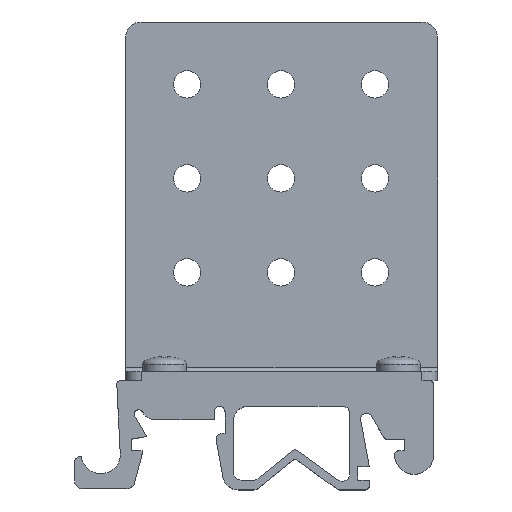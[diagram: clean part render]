
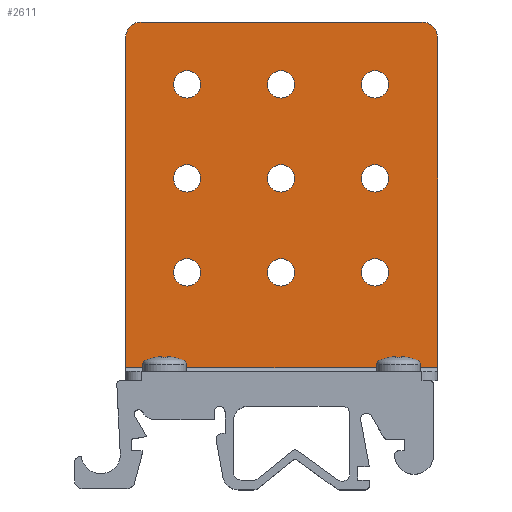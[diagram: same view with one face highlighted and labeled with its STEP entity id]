
A CAD part, top view. The second image highlights one B-rep face of the part: STEP entity #2611.
In plain terms, the highlighted planar face has unit normal (0, 0, 1).
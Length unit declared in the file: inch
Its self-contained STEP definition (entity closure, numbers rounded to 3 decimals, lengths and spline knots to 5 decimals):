
#108=CARTESIAN_POINT('',(1.49606,1.73228,0.04724));
#109=DIRECTION('',(0.,0.,1.));
#110=DIRECTION('',(1.,0.,0.));
#111=AXIS2_PLACEMENT_3D('',#108,#109,#110);
#113=DIRECTION('',(1.,0.,0.));
#114=VECTOR('',#113,1.41732);
#115=CARTESIAN_POINT('',(0.07874,1.81102,0.04724));
#116=LINE('',#115,#114);
#117=CARTESIAN_POINT('',(1.25984,1.49606,0.04724));
#118=DIRECTION('',(0.,0.,1.));
#119=DIRECTION('',(1.,0.,0.));
#120=AXIS2_PLACEMENT_3D('',#117,#118,#119);
#122=CARTESIAN_POINT('',(1.25984,1.49606,0.04724));
#123=DIRECTION('',(0.,0.,1.));
#124=DIRECTION('',(-1.,0.,0.));
#125=AXIS2_PLACEMENT_3D('',#122,#123,#124);
#127=CARTESIAN_POINT('',(1.25984,1.02165,0.04724));
#128=DIRECTION('',(0.,0.,1.));
#129=DIRECTION('',(1.,0.,0.));
#130=AXIS2_PLACEMENT_3D('',#127,#128,#129);
#132=CARTESIAN_POINT('',(1.25984,1.02165,0.04724));
#133=DIRECTION('',(0.,0.,1.));
#134=DIRECTION('',(-1.,0.,0.));
#135=AXIS2_PLACEMENT_3D('',#132,#133,#134);
#137=CARTESIAN_POINT('',(1.25984,0.54724,0.04724));
#138=DIRECTION('',(0.,0.,1.));
#139=DIRECTION('',(1.,0.,0.));
#140=AXIS2_PLACEMENT_3D('',#137,#138,#139);
#142=CARTESIAN_POINT('',(1.25984,0.54724,0.04724));
#143=DIRECTION('',(0.,0.,1.));
#144=DIRECTION('',(-1.,0.,0.));
#145=AXIS2_PLACEMENT_3D('',#142,#143,#144);
#147=CARTESIAN_POINT('',(0.78543,1.49606,0.04724));
#148=DIRECTION('',(0.,0.,1.));
#149=DIRECTION('',(1.,0.,0.));
#150=AXIS2_PLACEMENT_3D('',#147,#148,#149);
#152=CARTESIAN_POINT('',(0.78543,1.49606,0.04724));
#153=DIRECTION('',(0.,0.,1.));
#154=DIRECTION('',(-1.,0.,0.));
#155=AXIS2_PLACEMENT_3D('',#152,#153,#154);
#157=CARTESIAN_POINT('',(0.31102,1.49606,0.04724));
#158=DIRECTION('',(0.,0.,1.));
#159=DIRECTION('',(1.,0.,0.));
#160=AXIS2_PLACEMENT_3D('',#157,#158,#159);
#162=CARTESIAN_POINT('',(0.31102,1.49606,0.04724));
#163=DIRECTION('',(0.,0.,1.));
#164=DIRECTION('',(-1.,0.,0.));
#165=AXIS2_PLACEMENT_3D('',#162,#163,#164);
#167=CARTESIAN_POINT('',(0.31102,1.02165,0.04724));
#168=DIRECTION('',(0.,0.,1.));
#169=DIRECTION('',(1.,0.,0.));
#170=AXIS2_PLACEMENT_3D('',#167,#168,#169);
#172=CARTESIAN_POINT('',(0.31102,1.02165,0.04724));
#173=DIRECTION('',(0.,0.,1.));
#174=DIRECTION('',(-1.,0.,0.));
#175=AXIS2_PLACEMENT_3D('',#172,#173,#174);
#177=CARTESIAN_POINT('',(0.78543,1.02165,0.04724));
#178=DIRECTION('',(0.,0.,1.));
#179=DIRECTION('',(1.,0.,0.));
#180=AXIS2_PLACEMENT_3D('',#177,#178,#179);
#182=CARTESIAN_POINT('',(0.78543,1.02165,0.04724));
#183=DIRECTION('',(0.,0.,1.));
#184=DIRECTION('',(-1.,0.,0.));
#185=AXIS2_PLACEMENT_3D('',#182,#183,#184);
#187=CARTESIAN_POINT('',(0.78543,0.54724,
0.04724));
#188=DIRECTION('',(0.,0.,1.));
#189=DIRECTION('',(1.,0.,0.));
#190=AXIS2_PLACEMENT_3D('',#187,#188,#189);
#192=CARTESIAN_POINT('',(0.78543,0.54724,
0.04724));
#193=DIRECTION('',(0.,0.,1.));
#194=DIRECTION('',(-1.,0.,0.));
#195=AXIS2_PLACEMENT_3D('',#192,#193,#194);
#197=CARTESIAN_POINT('',(0.31102,0.54724,
0.04724));
#198=DIRECTION('',(0.,0.,1.));
#199=DIRECTION('',(1.,0.,0.));
#200=AXIS2_PLACEMENT_3D('',#197,#198,#199);
#202=CARTESIAN_POINT('',(0.31102,0.54724,
0.04724));
#203=DIRECTION('',(0.,0.,1.));
#204=DIRECTION('',(-1.,0.,0.));
#205=AXIS2_PLACEMENT_3D('',#202,#203,#204);
#215=DIRECTION('',(0.,-1.,0.));
#216=VECTOR('',#215,1.66535);
#217=CARTESIAN_POINT('',(1.5748,1.73228,0.04724));
#218=LINE('',#217,#216);
#271=DIRECTION('',(0.,-1.,0.));
#272=VECTOR('',#271,1.66535);
#273=CARTESIAN_POINT('',(0.,1.73228,0.04724));
#274=LINE('',#273,#272);
#292=CARTESIAN_POINT('',(0.07874,1.73228,0.04724));
#293=DIRECTION('',(0.,0.,1.));
#294=DIRECTION('',(0.,1.,0.));
#295=AXIS2_PLACEMENT_3D('',#292,#293,#294);
#297=DIRECTION('',(1.,0.,0.));
#298=VECTOR('',#297,1.5748);
#299=CARTESIAN_POINT('',(0.,0.06693,0.04724));
#300=LINE('',#299,#298);
#1892=CARTESIAN_POINT('',(0.,0.06693,0.04724));
#1894=VERTEX_POINT('',#1892);
#1896=CARTESIAN_POINT('',(1.5748,0.06693,
0.04724));
#1898=VERTEX_POINT('',#1896);
#1910=CARTESIAN_POINT('',(1.49606,1.81102,0.04724));
#1912=VERTEX_POINT('',#1910);
#1916=CARTESIAN_POINT('',(1.5748,1.73228,0.04724));
#1917=VERTEX_POINT('',#1916);
#1918=CARTESIAN_POINT('',(0.,1.73228,0.04724));
#1920=VERTEX_POINT('',#1918);
#1924=CARTESIAN_POINT('',(0.07874,1.81102,
0.04724));
#1925=VERTEX_POINT('',#1924);
#1930=CARTESIAN_POINT('',(1.32874,1.49606,0.04724));
#1931=CARTESIAN_POINT('',(1.19094,1.49606,0.04724));
#1932=VERTEX_POINT('',#1930);
#1933=VERTEX_POINT('',#1931);
#1966=CARTESIAN_POINT('',(1.32874,1.02165,0.04724));
#1967=CARTESIAN_POINT('',(1.19094,1.02165,0.04724));
#1968=VERTEX_POINT('',#1966);
#1969=VERTEX_POINT('',#1967);
#1970=CARTESIAN_POINT('',(1.32874,0.54724,
0.04724));
#1971=CARTESIAN_POINT('',(1.19094,0.54724,
0.04724));
#1972=VERTEX_POINT('',#1970);
#1973=VERTEX_POINT('',#1971);
#1974=CARTESIAN_POINT('',(0.85433,1.49606,
0.04724));
#1975=CARTESIAN_POINT('',(0.71654,1.49606,
0.04724));
#1976=VERTEX_POINT('',#1974);
#1977=VERTEX_POINT('',#1975);
#1978=CARTESIAN_POINT('',(0.37992,1.49606,
0.04724));
#1979=CARTESIAN_POINT('',(0.24213,1.49606,
0.04724));
#1980=VERTEX_POINT('',#1978);
#1981=VERTEX_POINT('',#1979);
#1982=CARTESIAN_POINT('',(0.37992,1.02165,
0.04724));
#1983=CARTESIAN_POINT('',(0.24213,1.02165,
0.04724));
#1984=VERTEX_POINT('',#1982);
#1985=VERTEX_POINT('',#1983);
#1986=CARTESIAN_POINT('',(0.85433,1.02165,
0.04724));
#1987=CARTESIAN_POINT('',(0.71654,1.02165,
0.04724));
#1988=VERTEX_POINT('',#1986);
#1989=VERTEX_POINT('',#1987);
#1990=CARTESIAN_POINT('',(0.85433,0.54724,
0.04724));
#1991=CARTESIAN_POINT('',(0.71654,0.54724,
0.04724));
#1992=VERTEX_POINT('',#1990);
#1993=VERTEX_POINT('',#1991);
#1994=CARTESIAN_POINT('',(0.37992,0.54724,
0.04724));
#1995=CARTESIAN_POINT('',(0.24213,0.54724,
0.04724));
#1996=VERTEX_POINT('',#1994);
#1997=VERTEX_POINT('',#1995);
#2540=CARTESIAN_POINT('',(0.,1.81102,0.04724));
#2541=DIRECTION('',(0.,0.,-1.));
#2542=DIRECTION('',(0.,-1.,0.));
#2543=AXIS2_PLACEMENT_3D('',#2540,#2541,#2542);
#2544=PLANE('',#2543);
#2545=ORIENTED_EDGE('',*,*,#2521,.F.);
#2547=ORIENTED_EDGE('',*,*,#2546,.T.);
#2549=ORIENTED_EDGE('',*,*,#2548,.F.);
#2551=ORIENTED_EDGE('',*,*,#2550,.F.);
#2553=ORIENTED_EDGE('',*,*,#2552,.F.);
#2554=ORIENTED_EDGE('',*,*,#2532,.T.);
#2555=EDGE_LOOP('',(#2545,#2547,#2549,#2551,#2553,#2554));
#2556=FACE_OUTER_BOUND('',#2555,.F.);
#2558=ORIENTED_EDGE('',*,*,#2557,.T.);
#2560=ORIENTED_EDGE('',*,*,#2559,.T.);
#2561=EDGE_LOOP('',(#2558,#2560));
#2562=FACE_BOUND('',#2561,.F.);
#2564=ORIENTED_EDGE('',*,*,#2563,.T.);
#2566=ORIENTED_EDGE('',*,*,#2565,.T.);
#2567=EDGE_LOOP('',(#2564,#2566));
#2568=FACE_BOUND('',#2567,.F.);
#2570=ORIENTED_EDGE('',*,*,#2569,.T.);
#2572=ORIENTED_EDGE('',*,*,#2571,.T.);
#2573=EDGE_LOOP('',(#2570,#2572));
#2574=FACE_BOUND('',#2573,.F.);
#2576=ORIENTED_EDGE('',*,*,#2575,.T.);
#2578=ORIENTED_EDGE('',*,*,#2577,.T.);
#2579=EDGE_LOOP('',(#2576,#2578));
#2580=FACE_BOUND('',#2579,.F.);
#2582=ORIENTED_EDGE('',*,*,#2581,.T.);
#2584=ORIENTED_EDGE('',*,*,#2583,.T.);
#2585=EDGE_LOOP('',(#2582,#2584));
#2586=FACE_BOUND('',#2585,.F.);
#2588=ORIENTED_EDGE('',*,*,#2587,.T.);
#2590=ORIENTED_EDGE('',*,*,#2589,.T.);
#2591=EDGE_LOOP('',(#2588,#2590));
#2592=FACE_BOUND('',#2591,.F.);
#2594=ORIENTED_EDGE('',*,*,#2593,.T.);
#2596=ORIENTED_EDGE('',*,*,#2595,.T.);
#2597=EDGE_LOOP('',(#2594,#2596));
#2598=FACE_BOUND('',#2597,.F.);
#2600=ORIENTED_EDGE('',*,*,#2599,.T.);
#2602=ORIENTED_EDGE('',*,*,#2601,.T.);
#2603=EDGE_LOOP('',(#2600,#2602));
#2604=FACE_BOUND('',#2603,.F.);
#2606=ORIENTED_EDGE('',*,*,#2605,.T.);
#2608=ORIENTED_EDGE('',*,*,#2607,.T.);
#2609=EDGE_LOOP('',(#2606,#2608));
#2610=FACE_BOUND('',#2609,.F.);
#2611=ADVANCED_FACE('',(#2556,#2562,#2568,#2574,#2580,#2586,#2592,#2598,#2604,
#2610),#2544,.F.);
#112=CIRCLE('',#111,0.07874);
#121=CIRCLE('',#120,0.0689);
#126=CIRCLE('',#125,0.0689);
#131=CIRCLE('',#130,0.0689);
#136=CIRCLE('',#135,0.0689);
#141=CIRCLE('',#140,0.0689);
#146=CIRCLE('',#145,0.0689);
#151=CIRCLE('',#150,0.0689);
#156=CIRCLE('',#155,0.0689);
#161=CIRCLE('',#160,0.0689);
#166=CIRCLE('',#165,0.0689);
#171=CIRCLE('',#170,0.0689);
#176=CIRCLE('',#175,0.0689);
#181=CIRCLE('',#180,0.0689);
#186=CIRCLE('',#185,0.0689);
#191=CIRCLE('',#190,0.0689);
#196=CIRCLE('',#195,0.0689);
#201=CIRCLE('',#200,0.0689);
#206=CIRCLE('',#205,0.0689);
#296=CIRCLE('',#295,0.07874);
#2521=EDGE_CURVE('',#1917,#1912,#112,.T.);
#2532=EDGE_CURVE('',#1925,#1912,#116,.T.);
#2546=EDGE_CURVE('',#1917,#1898,#218,.T.);
#2548=EDGE_CURVE('',#1894,#1898,#300,.T.);
#2550=EDGE_CURVE('',#1920,#1894,#274,.T.);
#2552=EDGE_CURVE('',#1925,#1920,#296,.T.);
#2557=EDGE_CURVE('',#1932,#1933,#121,.T.);
#2559=EDGE_CURVE('',#1933,#1932,#126,.T.);
#2563=EDGE_CURVE('',#1968,#1969,#131,.T.);
#2565=EDGE_CURVE('',#1969,#1968,#136,.T.);
#2569=EDGE_CURVE('',#1972,#1973,#141,.T.);
#2571=EDGE_CURVE('',#1973,#1972,#146,.T.);
#2575=EDGE_CURVE('',#1976,#1977,#151,.T.);
#2577=EDGE_CURVE('',#1977,#1976,#156,.T.);
#2581=EDGE_CURVE('',#1980,#1981,#161,.T.);
#2583=EDGE_CURVE('',#1981,#1980,#166,.T.);
#2587=EDGE_CURVE('',#1984,#1985,#171,.T.);
#2589=EDGE_CURVE('',#1985,#1984,#176,.T.);
#2593=EDGE_CURVE('',#1988,#1989,#181,.T.);
#2595=EDGE_CURVE('',#1989,#1988,#186,.T.);
#2599=EDGE_CURVE('',#1992,#1993,#191,.T.);
#2601=EDGE_CURVE('',#1993,#1992,#196,.T.);
#2605=EDGE_CURVE('',#1996,#1997,#201,.T.);
#2607=EDGE_CURVE('',#1997,#1996,#206,.T.);
